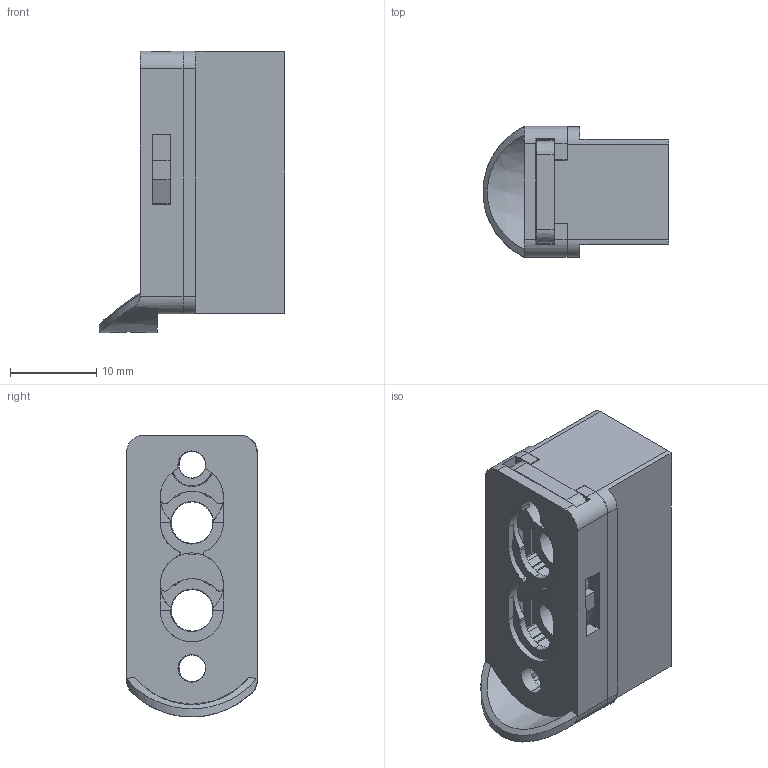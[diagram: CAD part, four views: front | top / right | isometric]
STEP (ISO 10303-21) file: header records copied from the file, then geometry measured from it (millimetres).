
FILE_DESCRIPTION (( 'STEP AP203' ), '1' );
FILE_NAME ('BlockF4.STEP', '2019-10-23T16:43:58', ( 'USER' ), ( '' ), 'SwSTEP 2.0', 'SolidWorks 2019', '' );
FILE_SCHEMA (( 'CONFIG_CONTROL_DESIGN' ));
Length unit declared in the file: inch
Products named in the file (1): BlockF4
Bounding box: 21.56 x 15.19 x 32.68 mm (x, y, z)
Surface area: 5741.6 mm2 (no closed solid volume)
Topology: 0 solids, 2 shells, 275 faces, 964 edges, 666 vertices
Faces by surface type: plane 105, cylinder 94, cone 36, bspline 28, sphere 8, torus 4
Entity records: 11378 total; most frequent: CARTESIAN_POINT 3562, ORIENTED_EDGE 1603, DIRECTION 1504, EDGE_CURVE 956, VERTEX_POINT 662, AXIS2_PLACEMENT_3D 519, VECTOR 466, LINE 466
